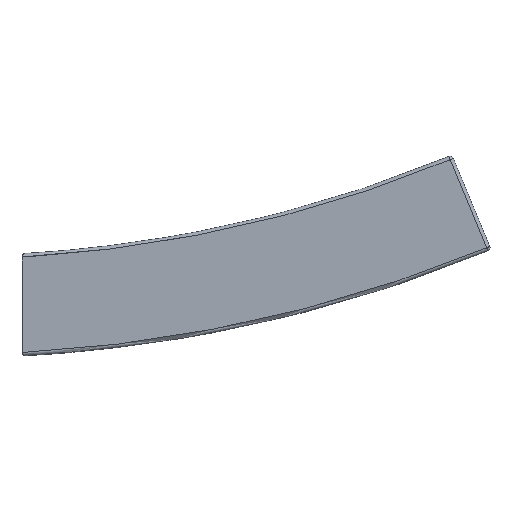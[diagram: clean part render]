
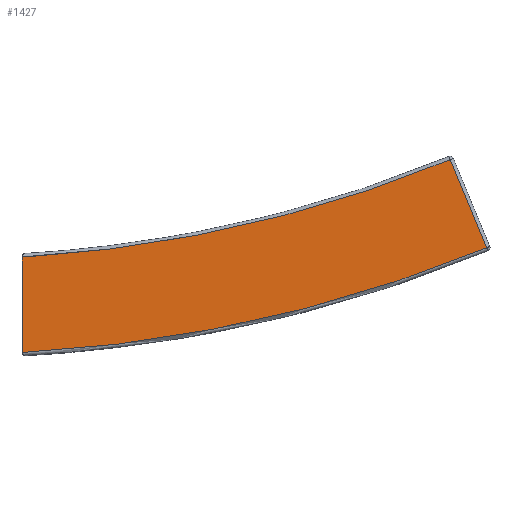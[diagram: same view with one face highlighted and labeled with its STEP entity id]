
A CAD part, front view. The second image highlights one B-rep face of the part: STEP entity #1427.
In plain terms, the highlighted planar face has unit normal (0, -1, 0).
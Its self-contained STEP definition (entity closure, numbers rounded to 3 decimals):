
#66=PLANE('',#1579);
#105=LINE('',#3051,#169);
#110=LINE('',#3156,#174);
#169=VECTOR('',#1775,10.);
#174=VECTOR('',#1832,10.);
#271=FACE_OUTER_BOUND('',#360,.T.);
#360=EDGE_LOOP('',(#1168,#1169,#1170,#1171,#1172));
#497=CIRCLE('',#1536,1.);
#509=CIRCLE('',#1554,388.5);
#515=CIRCLE('',#1561,416.5);
#624=VERTEX_POINT('',#3048);
#625=VERTEX_POINT('',#3050);
#636=VERTEX_POINT('',#3100);
#644=VERTEX_POINT('',#3147);
#645=VERTEX_POINT('',#3151);
#792=EDGE_CURVE('',#624,#625,#105,.T.);
#806=EDGE_CURVE('',#636,#624,#497,.T.);
#820=EDGE_CURVE('',#645,#644,#110,.T.);
#821=EDGE_CURVE('',#625,#645,#509,.T.);
#828=EDGE_CURVE('',#644,#636,#515,.T.);
#1168=ORIENTED_EDGE('',*,*,#806,.F.);
#1169=ORIENTED_EDGE('',*,*,#828,.F.);
#1170=ORIENTED_EDGE('',*,*,#820,.F.);
#1171=ORIENTED_EDGE('',*,*,#821,.F.);
#1172=ORIENTED_EDGE('',*,*,#792,.F.);
#1427=ADVANCED_FACE('',(#271),#66,.F.);
#1536=AXIS2_PLACEMENT_3D('',#3115,#1797,#1798);
#1554=AXIS2_PLACEMENT_3D('',#3158,#1835,#1836);
#1561=AXIS2_PLACEMENT_3D('',#3181,#1849,#1850);
#1579=AXIS2_PLACEMENT_3D('',#3376,#1889,#1890);
#1775=DIRECTION('',(0.,0.,1.));
#1797=DIRECTION('center_axis',(0.,1.,0.));
#1798=DIRECTION('ref_axis',(-0.687,0.,-0.726));
#1832=DIRECTION('',(0.383,0.,-0.924));
#1835=DIRECTION('center_axis',(0.,-1.,0.));
#1836=DIRECTION('ref_axis',(0.223,0.,-0.975));
#1849=DIRECTION('center_axis',(0.,1.,0.));
#1850=DIRECTION('ref_axis',(0.221,0.,-0.975));
#1889=DIRECTION('center_axis',(0.,1.,0.));
#1890=DIRECTION('ref_axis',(1.,0.,0.));
#3048=CARTESIAN_POINT('',(22.,0.,-415.864));
#3050=CARTESIAN_POINT('',(22.,0.,-387.877));
#3051=CARTESIAN_POINT('',(22.,0.,-416.92));
#3100=CARTESIAN_POINT('',(22.001,0.,-415.918));
#3115=CARTESIAN_POINT('Origin',(23.,0.,-415.864));
#3147=CARTESIAN_POINT('',(158.463,0.,-385.177));
#3151=CARTESIAN_POINT('',(147.748,0.,-359.309));
#3156=CARTESIAN_POINT('',(148.679,0.,-361.556));
#3158=CARTESIAN_POINT('Origin',(0.,0.,0.));
#3181=CARTESIAN_POINT('Origin',(0.,0.,0.));
#3376=CARTESIAN_POINT('Origin',(95.885,0.,-387.138));
